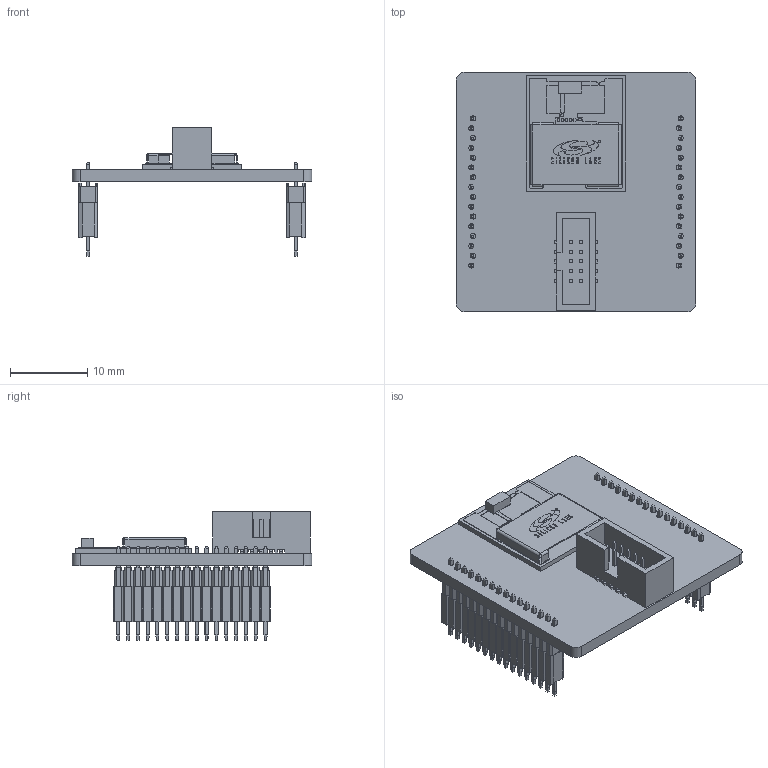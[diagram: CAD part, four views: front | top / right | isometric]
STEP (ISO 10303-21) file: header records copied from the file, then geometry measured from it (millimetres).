
FILE_DESCRIPTION(/* description */ (''),/* implementation_level */ '2;1');
FILE_NAME(/* name */ 'xGM220P Header TH v9.step',/* time_stamp */ '2023-02-10T10:17:53Z',/* author */ (''),/* organization */ (''),/* preprocessor_version */ 'ST-DEVELOPER v19.2',/* originating_system */ 'Autodesk Translation Framework v11.17.0.187',/* authorisation */ '');
FILE_SCHEMA (('AUTOMOTIVE_DESIGN { 1 0 10303 214 3 1 1 }'));
Length unit declared in the file: millimetre
Products named in the file (22): xGM220P Header TH; Header Side; Receptacle - 1x10 0.5" TH - BB02-CF102-X03-240000_rev2.3; Header; Receptacle - 1x10 0.5" TH - BB02-CF102-X03-240000_rev2.3_1; Header_1; BGM220P_Breakout; Header - 2x05 0.05 SMD Shrouded - Ampheno20021521-00010XXLFc v2; SOLID; xGM220P v2; COMPOUND; Header - 1x16 0.05 TH Low Prof (3mm) - Adam Tech HPH1-B-16-U v4; Header - 1x16 0.05 TH Low Prof (3mm) - Adam Tech HPH1-B-16-U v4_1; COMPOUND (1); _autosave-BGM220P_Breakout PCB; Header Side_1; Receptacle - 1x10 0.5" TH - BB02-CF102-X03-240000_rev2.3_2; Header_2; Receptacle - 1x10 0.5" TH - BB02-CF102-X03-240000_rev2.3_3; Header_3; BB02-CF-10way-Ins; BB02-CF-pin
Assembly tree (64 placements, depth 5):
  xGM220P Header TH
    Header Side
      Receptacle - 1x10 0.5" TH - BB02-CF102-X03-240000_rev2.3
        Header
          BB02-CF-pin  x10
          BB02-CF-10way-Ins
      Receptacle - 1x10 0.5" TH - BB02-CF102-X03-240000_rev2.3_1
        Header_1
          BB02-CF-pin  x10
          BB02-CF-10way-Ins
    BGM220P_Breakout
      Header - 2x05 0.05 SMD Shrouded - Ampheno20021521-00010XXLFc v2
        SOLID
      xGM220P v2
        COMPOUND
      Header - 1x16 0.05 TH Low Prof (3mm) - Adam Tech HPH1-B-16-U v4
        COMPOUND (1)
      Header - 1x16 0.05 TH Low Prof (3mm) - Adam Tech HPH1-B-16-U v4_1
        COMPOUND (1)
      _autosave-BGM220P_Breakout PCB
    Header Side_1
      Receptacle - 1x10 0.5" TH - BB02-CF102-X03-240000_rev2.3_2
        Header_2
          BB02-CF-pin  x10
          BB02-CF-10way-Ins
      Receptacle - 1x10 0.5" TH - BB02-CF102-X03-240000_rev2.3_3
        Header_3
          BB02-CF-pin  x10
          BB02-CF-10way-Ins
Bounding box: 31 x 31 x 16.69 mm (x, y, z)
Volume: 2572.4 mm3; surface area: 7071.1 mm2
Topology: 171 solids, 171 shells, 3291 faces, 8023 edges, 5134 vertices
Faces by surface type: plane 3065, cylinder 159, bspline 67
Full cylindrical faces by diameter (mm): 0.65 x32
Entity records: 54855 total; most frequent: CARTESIAN_POINT 10130, ORIENTED_EDGE 9198, DIRECTION 8573, EDGE_CURVE 4599, LINE 4127, VECTOR 4127, VERTEX_POINT 2986, AXIS2_PLACEMENT_3D 2223
